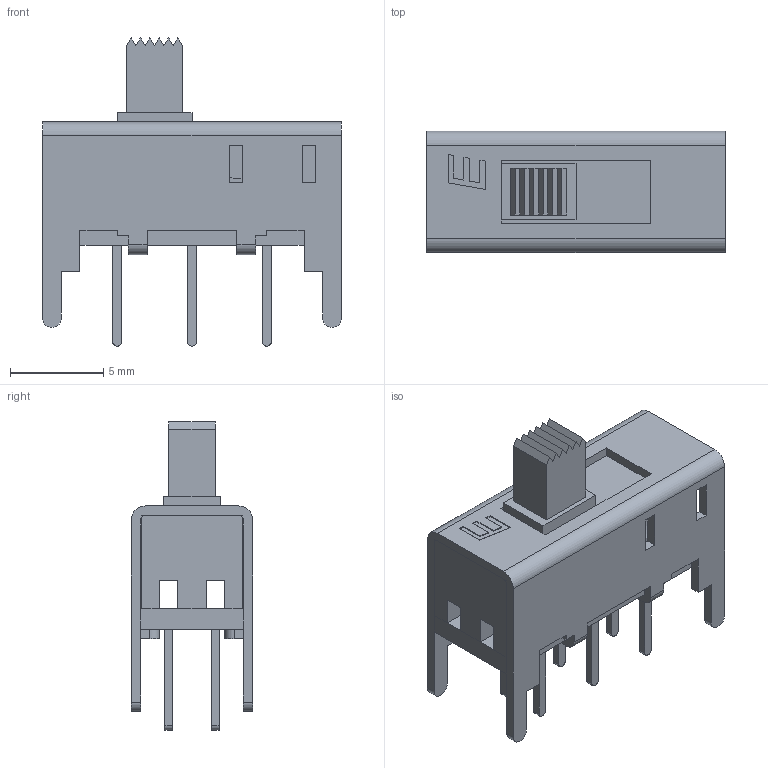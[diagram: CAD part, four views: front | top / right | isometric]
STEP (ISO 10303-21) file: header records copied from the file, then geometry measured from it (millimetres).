
FILE_DESCRIPTION(/* description */ (''),/* implementation_level */ '2;1');
FILE_NAME(/* name */ 'EG2201D.stp',/* time_stamp */ '2026-01-23T01:14:17-06:00',/* author */ ('jmeyers'),/* organization */ (''),/* preprocessor_version */ 'ST-DEVELOPER v18.1',/* originating_system */ 'Autodesk Inventor 2022',/* authorisation */ '');
FILE_SCHEMA (('AUTOMOTIVE_DESIGN { 1 0 10303 214 3 1 1 }'));
Length unit declared in the file: inch
Products named in the file (1): Part33
Bounding box: 16 x 6.5 x 16.5 mm (x, y, z)
Volume: 477.6 mm3; surface area: 1256.5 mm2
Topology: 1 solids, 1 shells, 184 faces, 520 edges, 338 vertices
Faces by surface type: plane 161, cylinder 23
Full cylindrical faces by diameter (mm): 2.1 x1
Entity records: 5917 total; most frequent: CARTESIAN_POINT 1043, ORIENTED_EDGE 1040, DIRECTION 940, EDGE_CURVE 520, LINE 470, VECTOR 470, VERTEX_POINT 338, AXIS2_PLACEMENT_3D 235
